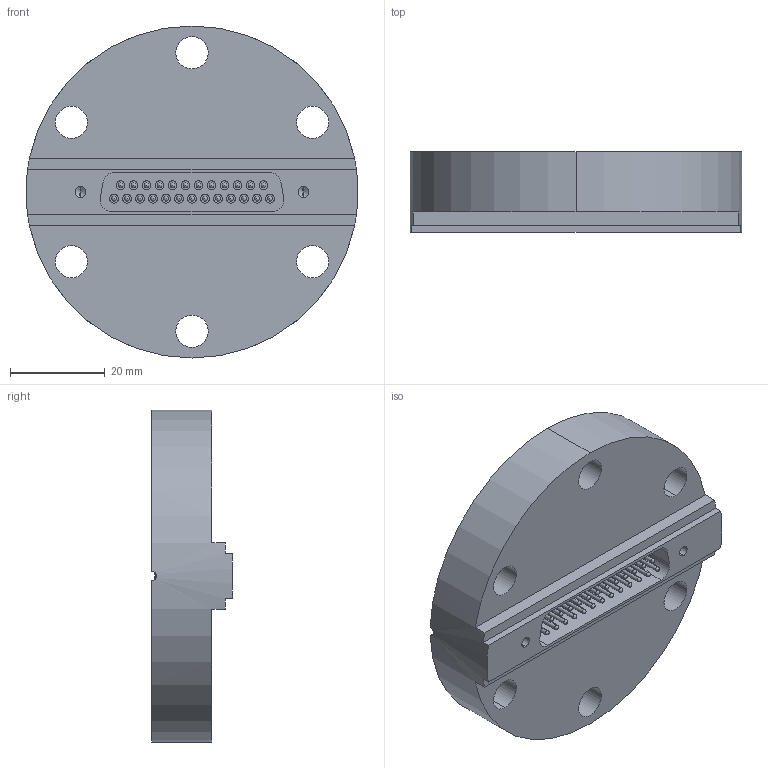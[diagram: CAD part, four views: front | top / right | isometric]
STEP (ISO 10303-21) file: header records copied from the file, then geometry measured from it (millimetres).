
FILE_DESCRIPTION (( 'STEP AP214' ), '1' );
FILE_NAME ('210-D25-C40.STEP', '2015-11-27T13:21:01', ( 'allectra' ), ( 'Microsoft' ), 'SwSTEP 2.0', 'SolidWorks 2014', '' );
FILE_SCHEMA (( 'AUTOMOTIVE_DESIGN' ));
Length unit declared in the file: millimetre
Products named in the file (55): 9218-GLASS-X-1,85-2.5; 9210-D25-C40-V1511_921-DGLASS-25-FLANSCH; 9210-PIN-FENI; 210-D25-C40; 9218-GLASS-X-1,85-2.5_9218-GLASS-X-1.85-2.5; 9210-D25-C40-V1511; 9210-PIN-FENI_Pin vergoldet
Assembly tree (51 placements, depth 2):
  9218-GLASS-X-1,85-2.5
  9218-GLASS-X-1,85-2.5
  9218-GLASS-X-1,85-2.5
  9210-PIN-FENI
  9218-GLASS-X-1,85-2.5
Bounding box: 70 x 17 x 70 mm (x, y, z)
Volume: 43559.7 mm3; surface area: 16387 mm2
Topology: 51 solids, 51 shells, 374 faces, 944 edges, 619 vertices
Faces by surface type: cylinder 236, plane 72, sphere 50, cone 14, torus 2
Entity records: 5623 total; most frequent: DIRECTION 926, CARTESIAN_POINT 834, ORIENTED_EDGE 704, AXIS2_PLACEMENT_3D 389, EDGE_CURVE 352, VERTEX_POINT 231, EDGE_LOOP 205, CIRCLE 200
